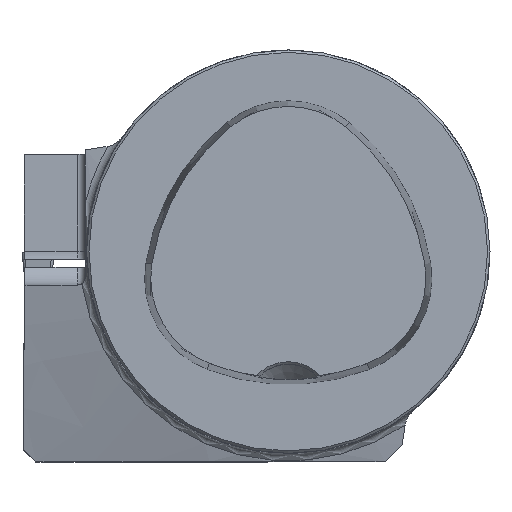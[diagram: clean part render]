
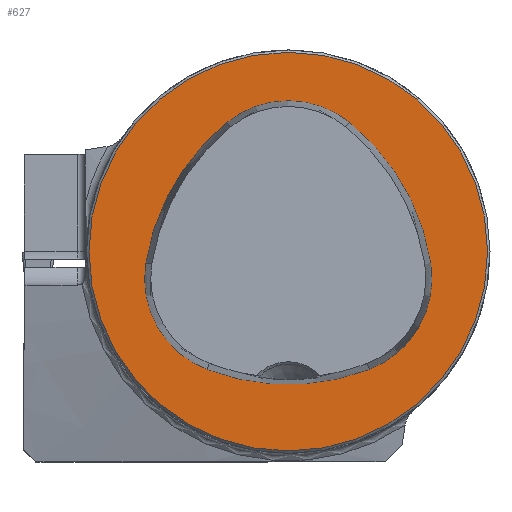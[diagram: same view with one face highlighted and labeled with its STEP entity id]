
A CAD part, top view. The second image highlights one B-rep face of the part: STEP entity #627.
In plain terms, the highlighted planar face has unit normal (0, 0, 1).
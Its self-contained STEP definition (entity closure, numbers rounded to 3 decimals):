
#110=FACE_BOUND('',#870,.T.);
#111=FACE_BOUND('',#871,.T.);
#138=PLANE('',#2357);
#627=ADVANCED_FACE('CU_FL_N1_SU_1',(#110,#111),#138,.T.);
#870=EDGE_LOOP('',(#1235,#1236,#1237,#1238,#1239,#1240));
#871=EDGE_LOOP('',(#1241));
#975=CIRCLE('',#2348,28.075);
#977=CIRCLE('',#2351,28.075);
#978=CIRCLE('',#2352,12.075);
#979=CIRCLE('',#2353,28.075);
#980=CIRCLE('',#2354,12.075);
#981=CIRCLE('',#2355,12.075);
#982=CIRCLE('',#2356,24.7);
#1235=ORIENTED_EDGE('',*,*,#2012,.F.);
#1236=ORIENTED_EDGE('',*,*,#2013,.F.);
#1237=ORIENTED_EDGE('',*,*,#2014,.F.);
#1238=ORIENTED_EDGE('',*,*,#2015,.F.);
#1239=ORIENTED_EDGE('',*,*,#2009,.F.);
#1240=ORIENTED_EDGE('',*,*,#2016,.F.);
#1241=ORIENTED_EDGE('',*,*,#2017,.T.);
#1767=VERTEX_POINT('',#3887);
#1768=VERTEX_POINT('',#3889);
#1770=VERTEX_POINT('',#3895);
#1771=VERTEX_POINT('',#3896);
#1772=VERTEX_POINT('',#3898);
#1773=VERTEX_POINT('',#3900);
#1774=VERTEX_POINT('',#3904);
#2009=EDGE_CURVE('',#1767,#1768,#975,.T.);
#2012=EDGE_CURVE('',#1770,#1771,#977,.T.);
#2013=EDGE_CURVE('',#1772,#1770,#978,.T.);
#2014=EDGE_CURVE('',#1773,#1772,#979,.T.);
#2015=EDGE_CURVE('',#1768,#1773,#980,.T.);
#2016=EDGE_CURVE('',#1771,#1767,#981,.T.);
#2017=EDGE_CURVE('',#1774,#1774,#982,.T.);
#2348=AXIS2_PLACEMENT_3D('',#3888,#2703,#2704);
#2351=AXIS2_PLACEMENT_3D('',#3894,#2710,#2711);
#2352=AXIS2_PLACEMENT_3D('',#3897,#2712,#2713);
#2353=AXIS2_PLACEMENT_3D('',#3899,#2714,#2715);
#2354=AXIS2_PLACEMENT_3D('',#3901,#2716,#2717);
#2355=AXIS2_PLACEMENT_3D('',#3902,#2718,#2719);
#2356=AXIS2_PLACEMENT_3D('',#3903,#2720,#2721);
#2357=AXIS2_PLACEMENT_3D('',#3905,#2722,#2723);
#2703=DIRECTION('',(0.,0.,1.));
#2704=DIRECTION('',(1.,0.,0.));
#2710=DIRECTION('',(0.,0.,1.));
#2711=DIRECTION('',(1.,0.,0.));
#2712=DIRECTION('',(0.,0.,1.));
#2713=DIRECTION('',(1.,0.,0.));
#2714=DIRECTION('',(0.,0.,1.));
#2715=DIRECTION('',(1.,0.,0.));
#2716=DIRECTION('',(0.,0.,1.));
#2717=DIRECTION('',(1.,0.,0.));
#2718=DIRECTION('',(0.,0.,1.));
#2719=DIRECTION('',(1.,0.,0.));
#2720=DIRECTION('',(0.,0.,1.));
#2721=DIRECTION('',(1.,0.,0.));
#2722=DIRECTION('',(0.,0.,1.));
#2723=DIRECTION('',(1.,0.,0.));
#3887=CARTESIAN_POINT('',(-10.05,-14.595,0.));
#3888=CARTESIAN_POINT('',(0.,11.62,0.));
#3889=CARTESIAN_POINT('',(10.05,-14.595,0.));
#3894=CARTESIAN_POINT('',(10.078,-5.807,0.));
#3895=CARTESIAN_POINT('',(-7.606,15.999,0.));
#3896=CARTESIAN_POINT('',(-17.656,-1.443,0.));
#3897=CARTESIAN_POINT('',(0.,6.62,0.));
#3898=CARTESIAN_POINT('',(7.606,15.999,0.));
#3899=CARTESIAN_POINT('',(-10.078,-5.807,0.));
#3900=CARTESIAN_POINT('',(17.656,-1.443,0.));
#3901=CARTESIAN_POINT('',(5.727,-3.32,0.));
#3902=CARTESIAN_POINT('',(-5.727,-3.32,0.));
#3903=CARTESIAN_POINT('',(0.,0.,0.));
#3904=CARTESIAN_POINT('',(24.7,0.,0.));
#3905=CARTESIAN_POINT('',(0.,0.,0.));
